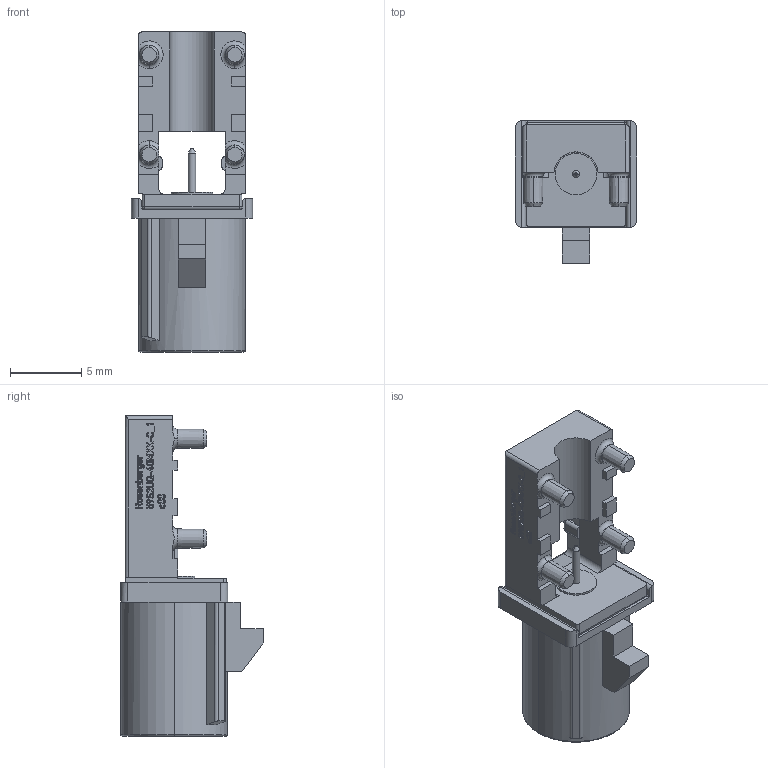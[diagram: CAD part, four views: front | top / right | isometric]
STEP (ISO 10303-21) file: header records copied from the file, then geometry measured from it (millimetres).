
FILE_DESCRIPTION((''),'2;1');
FILE_NAME('59S2UQ-40MXX-C_1_C00_SHRINK','2022-11-28T09:34:07',('B_Huber'),(''),'CREO PARAMETRIC BY PTC INC, 2021424','CREO PARAMETRIC BY PTC INC, 2021424','');
FILE_SCHEMA(('AUTOMOTIVE_DESIGN { 1 0 10303 214 1 1 1 1 }'));
Length unit declared in the file: millimetre
Products named in the file (1): 59S2UQ-40MXX-C_1_C00_SHRINK
Bounding box: 8.5 x 10 x 22.45 mm (x, y, z)
Volume: 550.7 mm3; surface area: 1058.1 mm2
Topology: 1 solids, 1 shells, 756 faces, 2055 edges, 1349 vertices
Faces by surface type: extrusion 330, plane 318, cylinder 62, cone 28, torus 12, sphere 6
Entity records: 31224 total; most frequent: CARTESIAN_POINT 7056, ORIENTED_EDGE 4110, DIRECTION 2693, EDGE_CURVE 2055, VECTOR 1515, VERTEX_POINT 1349, LINE 1185, PRESENTATION_STYLE_ASSIGNMENT 1086
